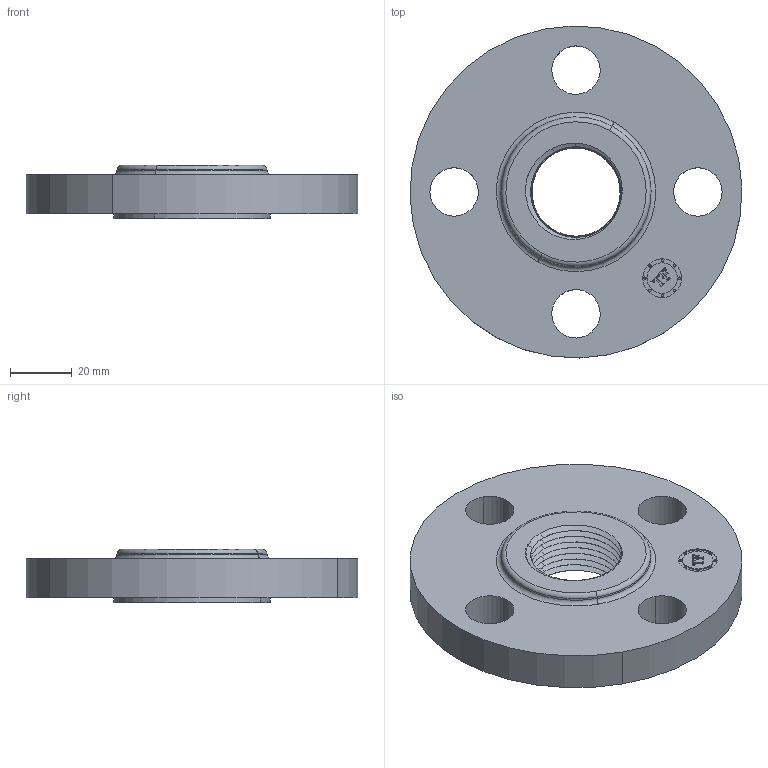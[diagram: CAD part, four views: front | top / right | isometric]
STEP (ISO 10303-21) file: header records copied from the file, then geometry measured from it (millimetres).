
FILE_DESCRIPTION(('3D STEP'),'2;1');
FILE_NAME('1-150-THREADED-RF-FLANGE.stp','2013-01-25T07:23:32+00:00',('Texas Flange'),(''),'CATIA Version 5 Release 20 SP 6 (IN-10)','CATIA V5 STEP AP214','800-826-3801');
FILE_SCHEMA(('AUTOMOTIVE_DESIGN { 1 0 10303 214 1 1 1 1 }'));
Length unit declared in the file: inch
Products named in the file (1): 1-150-THREADED-RF-FLANGE
Bounding box: 107.92 x 107.92 x 17.34 mm (x, y, z)
Volume: 102290.1 mm3; surface area: 25788.4 mm2
Topology: 1 solids, 1 shells, 494 faces, 1352 edges, 879 vertices
Faces by surface type: plane 369, bspline 70, cylinder 32, cone 19, torus 4
Entity records: 19359 total; most frequent: CARTESIAN_POINT 4994, ORIENTED_EDGE 2704, DIRECTION 1902, EDGE_CURVE 1352, VECTOR 1094, LINE 1094, VERTEX_POINT 879, EDGE_LOOP 523
